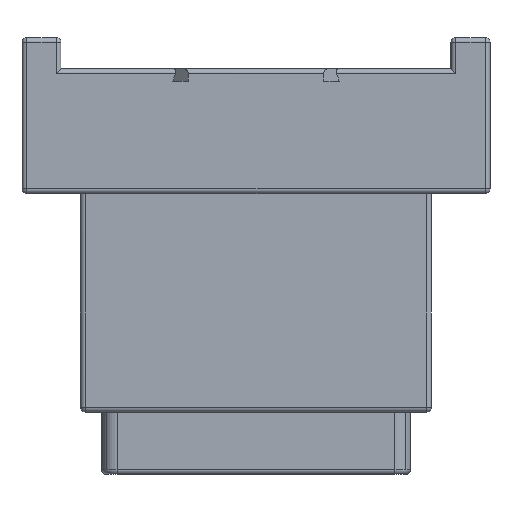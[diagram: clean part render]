
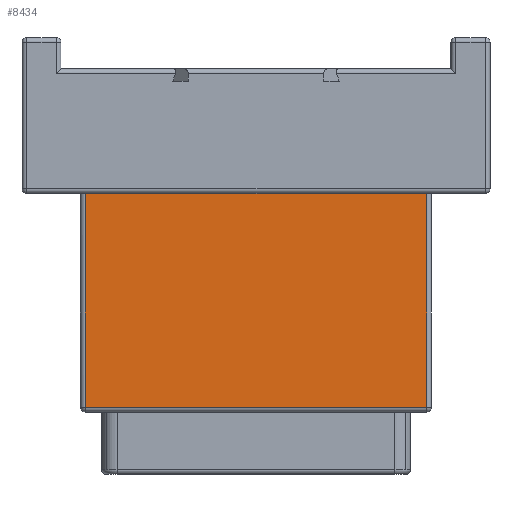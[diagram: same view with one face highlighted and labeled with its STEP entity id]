
A CAD part, front view. The second image highlights one B-rep face of the part: STEP entity #8434.
In plain terms, the highlighted planar face has unit normal (0, -1, 0).
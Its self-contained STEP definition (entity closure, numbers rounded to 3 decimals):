
#231 = CARTESIAN_POINT ( 'NONE',  ( 10.95, -6.25, 0. ) ) ;
#478 = DIRECTION ( 'NONE',  ( 1., 0., 0. ) ) ;
#646 = EDGE_CURVE ( 'NONE', #8029, #9665, #1653, .T. ) ;
#1258 = AXIS2_PLACEMENT_3D ( 'NONE', #6676, #8589, #2811 ) ;
#1275 = LINE ( 'NONE', #6299, #6145 ) ;
#1653 = LINE ( 'NONE', #2150, #9068 ) ;
#2150 = CARTESIAN_POINT ( 'NONE',  ( 10.95, -6.25, 0. ) ) ;
#2655 = DIRECTION ( 'NONE',  ( 1., 0., 0. ) ) ;
#2811 = DIRECTION ( 'NONE',  ( 0., 0., -1. ) ) ;
#3401 = EDGE_CURVE ( 'NONE', #4990, #6708, #5436, .T. ) ;
#3559 = ORIENTED_EDGE ( 'NONE', *, *, #8708, .T. ) ;
#4100 = CARTESIAN_POINT ( 'NONE',  ( -10.95, -6.25, 0. ) ) ;
#4824 = CARTESIAN_POINT ( 'NONE',  ( 10.95, -6.25, -13.7 ) ) ;
#4990 = VERTEX_POINT ( 'NONE', #4100 ) ;
#5436 = LINE ( 'NONE', #10729, #10236 ) ;
#5901 = ORIENTED_EDGE ( 'NONE', *, *, #3401, .T. ) ;
#6145 = VECTOR ( 'NONE', #478, 1000. ) ;
#6299 = CARTESIAN_POINT ( 'NONE',  ( 11.25, -6.25, -13.7 ) ) ;
#6607 = FACE_OUTER_BOUND ( 'NONE', #11250, .T. ) ;
#6676 = CARTESIAN_POINT ( 'NONE',  ( 11.25, -6.25, 0. ) ) ;
#6708 = VERTEX_POINT ( 'NONE', #9482 ) ;
#7686 = ORIENTED_EDGE ( 'NONE', *, *, #7962, .F. ) ;
#7953 = DIRECTION ( 'NONE',  ( 0., 0., 1. ) ) ;
#7962 = EDGE_CURVE ( 'NONE', #4990, #9665, #8554, .T. ) ;
#8029 = VERTEX_POINT ( 'NONE', #4824 ) ;
#8434 = ADVANCED_FACE ( 'NONE', ( #6607 ), #10494, .T. ) ;
#8554 = LINE ( 'NONE', #11445, #11136 ) ;
#8589 = DIRECTION ( 'NONE',  ( 0., -1., 0. ) ) ;
#8708 = EDGE_CURVE ( 'NONE', #6708, #8029, #1275, .T. ) ;
#9068 = VECTOR ( 'NONE', #7953, 1000. ) ;
#9482 = CARTESIAN_POINT ( 'NONE',  ( -10.95, -6.25, -13.7 ) ) ;
#9665 = VERTEX_POINT ( 'NONE', #231 ) ;
#10236 = VECTOR ( 'NONE', #11668, 1000. ) ;
#10478 = ORIENTED_EDGE ( 'NONE', *, *, #646, .T. ) ;
#10494 = PLANE ( 'NONE',  #1258 ) ;
#10729 = CARTESIAN_POINT ( 'NONE',  ( -10.95, -6.25, 0. ) ) ;
#11136 = VECTOR ( 'NONE', #2655, 1000. ) ;
#11250 = EDGE_LOOP ( 'NONE', ( #10478, #7686, #5901, #3559 ) ) ;
#11445 = CARTESIAN_POINT ( 'NONE',  ( 5.625, -6.25, 0. ) ) ;
#11668 = DIRECTION ( 'NONE',  ( 0., 0., -1. ) ) ;
